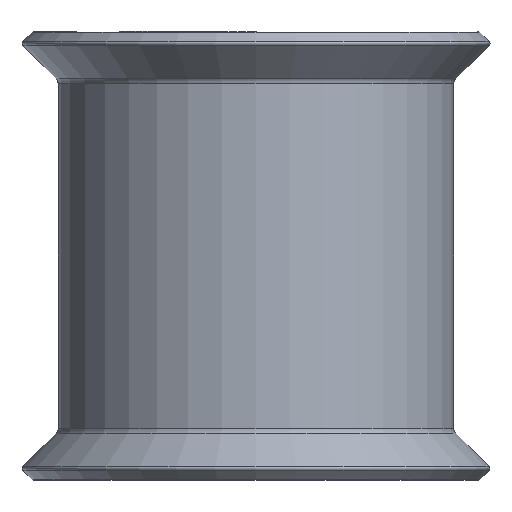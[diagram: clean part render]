
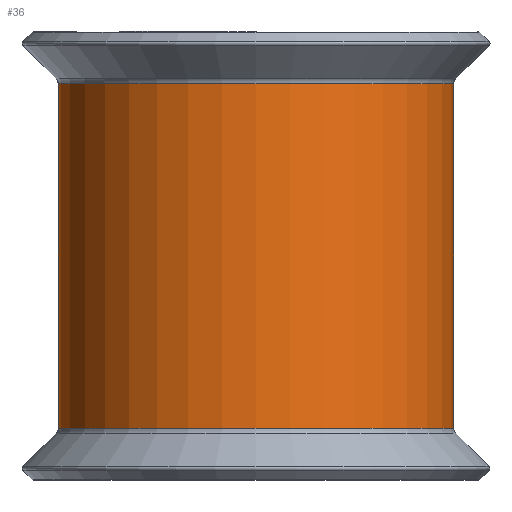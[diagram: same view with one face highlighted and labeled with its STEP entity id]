
A CAD part, front view. The second image highlights one B-rep face of the part: STEP entity #36.
In plain terms, the highlighted cylindrical face has radius 6.985 mm (diameter 13.97 mm), a partial arc.
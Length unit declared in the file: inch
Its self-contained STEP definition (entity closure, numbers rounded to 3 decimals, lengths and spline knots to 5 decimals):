
#36 = ADVANCED_FACE ( 'NONE', ( #1730 ), #2212, .T. ) ;
#111 = DIRECTION ( 'NONE',  ( 0., 0., -1. ) ) ;
#126 = VECTOR ( 'NONE', #2708, 39.37008 ) ;
#136 = CARTESIAN_POINT ( 'NONE',  ( 0.25, -0.443, 0.3125 ) ) ;
#144 = EDGE_CURVE ( 'NONE', #166, #1822, #457, .T. ) ;
#166 = VERTEX_POINT ( 'NONE', #982 ) ;
#201 = LINE ( 'NONE', #1662, #126 ) ;
#457 = CIRCLE ( 'NONE', #1274, 0.275 ) ;
#551 = VERTEX_POINT ( 'NONE', #2232 ) ;
#614 = DIRECTION ( 'NONE',  ( -1., 0., 0. ) ) ;
#665 = ORIENTED_EDGE ( 'NONE', *, *, #144, .T. ) ;
#691 = AXIS2_PLACEMENT_3D ( 'NONE', #2204, #111, #614 ) ;
#751 = ORIENTED_EDGE ( 'NONE', *, *, #2229, .F. ) ;
#982 = CARTESIAN_POINT ( 'NONE',  ( 0.25, -0.443, 0.23972 ) ) ;
#1035 = DIRECTION ( 'NONE',  ( 0., 0., -1. ) ) ;
#1150 = ORIENTED_EDGE ( 'NONE', *, *, #2729, .F. ) ;
#1195 = VERTEX_POINT ( 'NONE', #1258 ) ;
#1212 = DIRECTION ( 'NONE',  ( -1., 0., 0. ) ) ;
#1258 = CARTESIAN_POINT ( 'NONE',  ( 0.25, -0.443, -0.23972 ) ) ;
#1274 = AXIS2_PLACEMENT_3D ( 'NONE', #2251, #2045, #1212 ) ;
#1338 = AXIS2_PLACEMENT_3D ( 'NONE', #2296, #1035, #2518 ) ;
#1456 = ORIENTED_EDGE ( 'NONE', *, *, #2224, .T. ) ;
#1628 = DIRECTION ( 'NONE',  ( 0., 0., -1. ) ) ;
#1662 = CARTESIAN_POINT ( 'NONE',  ( -0.025, -0.718, 0.3125 ) ) ;
#1718 = CARTESIAN_POINT ( 'NONE',  ( -0.025, -0.718, 0.23972 ) ) ;
#1730 = FACE_OUTER_BOUND ( 'NONE', #2172, .T. ) ;
#1822 = VERTEX_POINT ( 'NONE', #1718 ) ;
#2045 = DIRECTION ( 'NONE',  ( 0., 0., -1. ) ) ;
#2150 = VECTOR ( 'NONE', #1628, 39.37008 ) ;
#2172 = EDGE_LOOP ( 'NONE', ( #1456, #751, #1150, #665 ) ) ;
#2204 = CARTESIAN_POINT ( 'NONE',  ( 0.25, -0.718, 0.3125 ) ) ;
#2212 = CYLINDRICAL_SURFACE ( 'NONE', #691, 0.275 ) ;
#2224 = EDGE_CURVE ( 'NONE', #1822, #551, #201, .T. ) ;
#2229 = EDGE_CURVE ( 'NONE', #1195, #551, #2398, .T. ) ;
#2232 = CARTESIAN_POINT ( 'NONE',  ( -0.025, -0.718, -0.23972 ) ) ;
#2251 = CARTESIAN_POINT ( 'NONE',  ( 0.25, -0.718, 0.23972 ) ) ;
#2296 = CARTESIAN_POINT ( 'NONE',  ( 0.25, -0.718, -0.23972 ) ) ;
#2398 = CIRCLE ( 'NONE', #1338, 0.275 ) ;
#2518 = DIRECTION ( 'NONE',  ( -1., 0., 0. ) ) ;
#2644 = LINE ( 'NONE', #136, #2150 ) ;
#2708 = DIRECTION ( 'NONE',  ( 0., 0., -1. ) ) ;
#2729 = EDGE_CURVE ( 'NONE', #166, #1195, #2644, .T. ) ;
